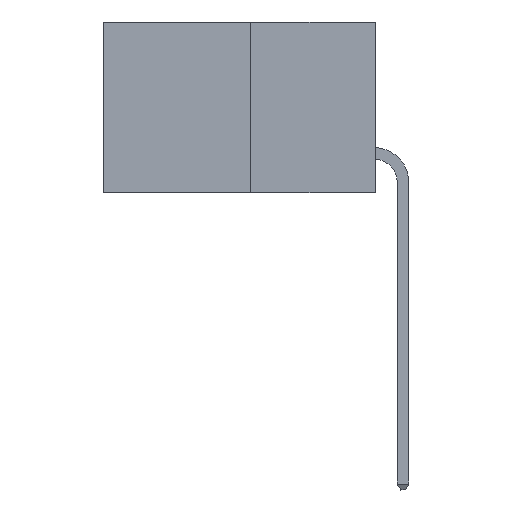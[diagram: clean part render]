
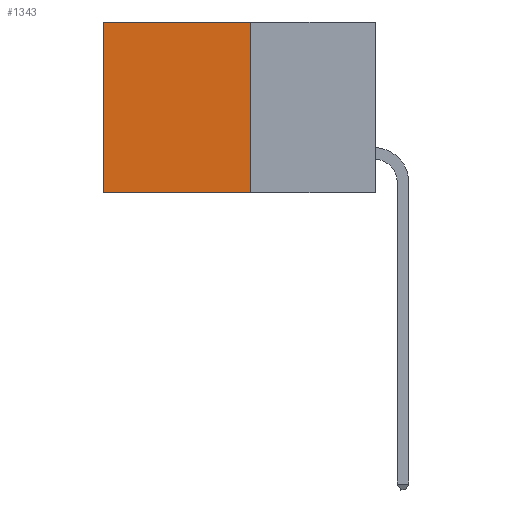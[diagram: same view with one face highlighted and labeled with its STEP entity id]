
A CAD part, left-side view. The second image highlights one B-rep face of the part: STEP entity #1343.
In plain terms, the highlighted planar face has unit normal (-1, 0, 0).
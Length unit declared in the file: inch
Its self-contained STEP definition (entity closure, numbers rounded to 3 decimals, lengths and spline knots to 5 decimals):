
#999 = VERTEX_POINT ( 'NONE', #10202 ) ;
#1343 = ADVANCED_FACE ( 'NONE', ( #3398 ), #6231, .F. ) ;
#3398 = FACE_OUTER_BOUND ( 'NONE', #10167, .T. ) ;
#3631 = EDGE_CURVE ( 'NONE', #12684, #5777, #4633, .T. ) ;
#3658 = CARTESIAN_POINT ( 'NONE',  ( 0.277, 0.59, 0. ) ) ;
#3928 = ORIENTED_EDGE ( 'NONE', *, *, #6086, .T. ) ;
#4486 = ORIENTED_EDGE ( 'NONE', *, *, #12525, .F. ) ;
#4633 = LINE ( 'NONE', #12000, #10327 ) ;
#5050 = DIRECTION ( 'NONE',  ( 1., 0., 0. ) ) ;
#5087 = CARTESIAN_POINT ( 'NONE',  ( 0.277, 0.27, 0. ) ) ;
#5260 = LINE ( 'NONE', #6541, #14114 ) ;
#5701 = VECTOR ( 'NONE', #11840, 39.37008 ) ;
#5777 = VERTEX_POINT ( 'NONE', #6809 ) ;
#6086 = EDGE_CURVE ( 'NONE', #12684, #13253, #8333, .T. ) ;
#6231 = PLANE ( 'NONE',  #13354 ) ;
#6541 = CARTESIAN_POINT ( 'NONE',  ( 0.277, 0.27, -0.37 ) ) ;
#6809 = CARTESIAN_POINT ( 'NONE',  ( 0.277, 0.27, -0.37 ) ) ;
#6900 = ORIENTED_EDGE ( 'NONE', *, *, #8934, .T. ) ;
#7236 = DIRECTION ( 'NONE',  ( 0., 0., -1. ) ) ;
#8333 = LINE ( 'NONE', #5087, #5701 ) ;
#8636 = ORIENTED_EDGE ( 'NONE', *, *, #3631, .F. ) ;
#8934 = EDGE_CURVE ( 'NONE', #13253, #999, #12421, .T. ) ;
#9474 = VECTOR ( 'NONE', #7236, 39.37008 ) ;
#10167 = EDGE_LOOP ( 'NONE', ( #6900, #4486, #8636, #3928 ) ) ;
#10202 = CARTESIAN_POINT ( 'NONE',  ( 0.277, 0.59, -0.37 ) ) ;
#10327 = VECTOR ( 'NONE', #11959, 39.37008 ) ;
#11840 = DIRECTION ( 'NONE',  ( 0., 1., 0. ) ) ;
#11913 = CARTESIAN_POINT ( 'NONE',  ( 0.277, 0.27, -0.37 ) ) ;
#11959 = DIRECTION ( 'NONE',  ( 0., 0., -1. ) ) ;
#12000 = CARTESIAN_POINT ( 'NONE',  ( 0.277, 0.27, -0.37 ) ) ;
#12421 = LINE ( 'NONE', #14828, #9474 ) ;
#12525 = EDGE_CURVE ( 'NONE', #5777, #999, #5260, .T. ) ;
#12684 = VERTEX_POINT ( 'NONE', #14327 ) ;
#12919 = DIRECTION ( 'NONE',  ( 0., 0., -1. ) ) ;
#13154 = DIRECTION ( 'NONE',  ( 0., 1., 0. ) ) ;
#13253 = VERTEX_POINT ( 'NONE', #3658 ) ;
#13354 = AXIS2_PLACEMENT_3D ( 'NONE', #11913, #5050, #12919 ) ;
#14114 = VECTOR ( 'NONE', #13154, 39.37008 ) ;
#14327 = CARTESIAN_POINT ( 'NONE',  ( 0.277, 0.27, 0. ) ) ;
#14828 = CARTESIAN_POINT ( 'NONE',  ( 0.277, 0.59, -0.37 ) ) ;
